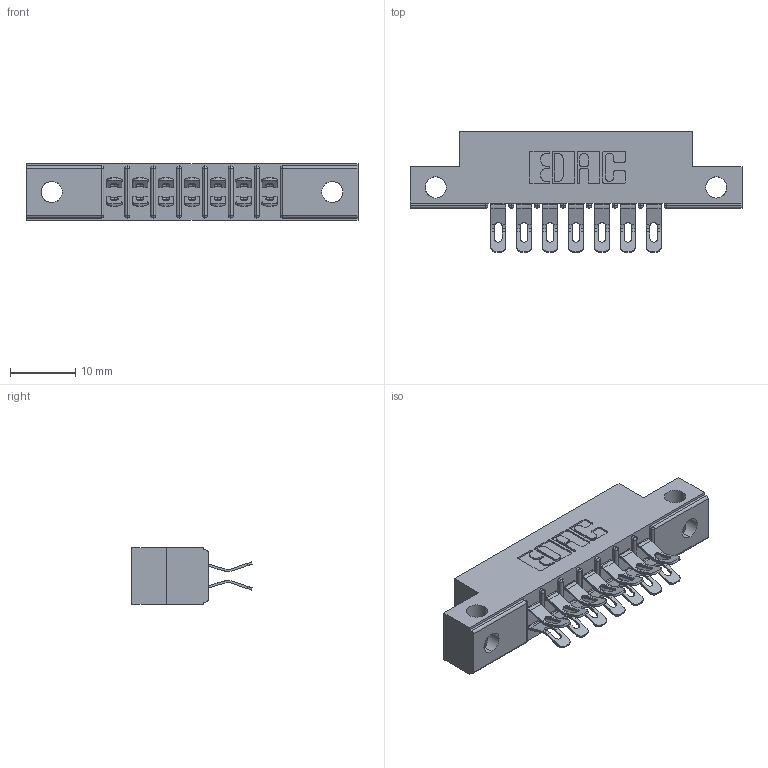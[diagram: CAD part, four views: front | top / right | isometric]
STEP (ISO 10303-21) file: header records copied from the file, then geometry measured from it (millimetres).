
FILE_DESCRIPTION (( 'STEP AP203' ), '1' );
FILE_NAME ('315-014-555-212.STEP', '2020-09-20T01:44:31', ( '' ), ( '' ), 'SwSTEP 2.0', 'SolidWorks 2020', '' );
FILE_SCHEMA (( 'CONFIG_CONTROL_DESIGN' ));
Length unit declared in the file: inch
Products named in the file (3): 305 Part_.128 Dia; 315-014-555-212; 305-290-001_555
Assembly tree (15 placements, depth 2):
  315-014-555-212
    305 Part_.128 Dia
    305-290-001_555  x14
Bounding box: 50.75 x 18.41 x 8.71 mm (x, y, z)
Volume: 3115.5 mm3; surface area: 5223.3 mm2
Topology: 15 solids, 15 shells, 1052 faces, 3117 edges, 2034 vertices
Faces by surface type: plane 516, cylinder 508, sphere 28
Entity records: 12870 total; most frequent: CARTESIAN_POINT 2197, ORIENTED_EDGE 2122, DIRECTION 2087, EDGE_CURVE 1061, VECTOR 783, LINE 783, VERTEX_POINT 682, AXIS2_PLACEMENT_3D 652
